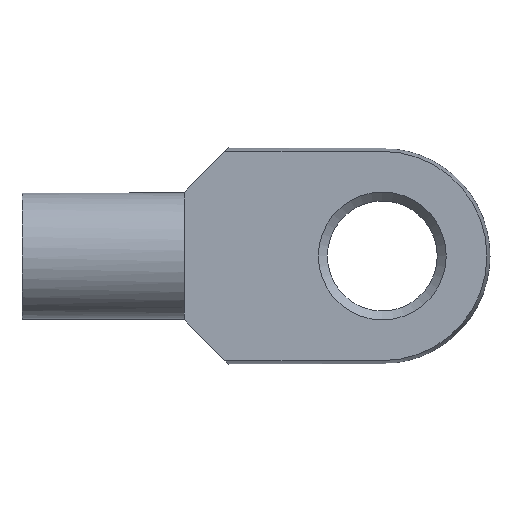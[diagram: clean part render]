
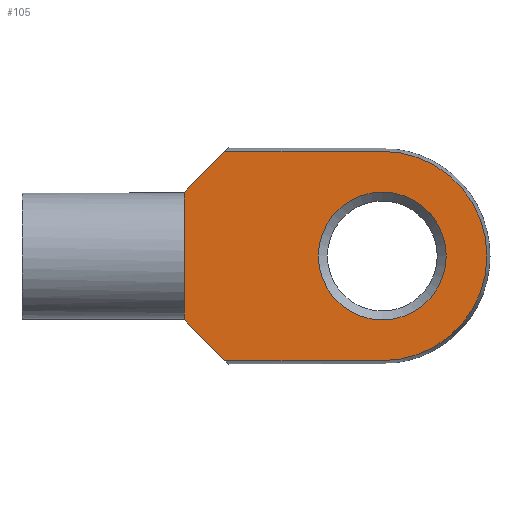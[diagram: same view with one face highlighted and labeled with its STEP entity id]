
A CAD part, front view. The second image highlights one B-rep face of the part: STEP entity #105.
In plain terms, the highlighted planar face has unit normal (0, -1, 0).
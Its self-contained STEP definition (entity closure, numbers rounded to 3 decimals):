
#63=FACE_BOUND('',#158,.T.);
#64=FACE_BOUND('',#159,.T.);
#85=CIRCLE('',#423,3.55);
#86=CIRCLE('',#425,5.809);
#105=ADVANCED_FACE('',(#63,#64),#125,.T.);
#125=PLANE('',#426);
#158=EDGE_LOOP('',(#211,#212,#213,#214,#215,#216,#217,#218));
#159=EDGE_LOOP('',(#219));
#211=ORIENTED_EDGE('',*,*,#320,.T.);
#212=ORIENTED_EDGE('',*,*,#340,.F.);
#213=ORIENTED_EDGE('',*,*,#341,.F.);
#214=ORIENTED_EDGE('',*,*,#329,.F.);
#215=ORIENTED_EDGE('',*,*,#325,.T.);
#216=ORIENTED_EDGE('',*,*,#342,.F.);
#217=ORIENTED_EDGE('',*,*,#343,.T.);
#218=ORIENTED_EDGE('',*,*,#326,.F.);
#219=ORIENTED_EDGE('',*,*,#339,.F.);
#284=VERTEX_POINT('',#557);
#285=VERTEX_POINT('',#559);
#287=VERTEX_POINT('',#564);
#289=VERTEX_POINT('',#568);
#290=VERTEX_POINT('',#572);
#292=VERTEX_POINT('',#578);
#299=VERTEX_POINT('',#599);
#300=VERTEX_POINT('',#602);
#301=VERTEX_POINT('',#605);
#320=EDGE_CURVE('',#285,#284,#370,.T.);
#325=EDGE_CURVE('',#287,#289,#374,.T.);
#326=EDGE_CURVE('',#285,#290,#375,.T.);
#329=EDGE_CURVE('',#287,#292,#377,.T.);
#339=EDGE_CURVE('',#299,#299,#85,.T.);
#340=EDGE_CURVE('',#300,#284,#382,.T.);
#341=EDGE_CURVE('',#292,#300,#86,.T.);
#342=EDGE_CURVE('',#301,#289,#383,.T.);
#343=EDGE_CURVE('',#301,#290,#384,.T.);
#370=LINE('',#558,#389);
#374=LINE('',#569,#393);
#375=LINE('',#571,#394);
#377=LINE('',#577,#396);
#382=LINE('',#601,#401);
#383=LINE('',#604,#402);
#384=LINE('',#606,#403);
#389=VECTOR('',#454,1.);
#393=VECTOR('',#462,1.);
#394=VECTOR('',#465,1.);
#396=VECTOR('',#471,1.);
#401=VECTOR('',#498,1.);
#402=VECTOR('',#501,1.);
#403=VECTOR('',#502,1.);
#423=AXIS2_PLACEMENT_3D('',#598,#494,#495);
#425=AXIS2_PLACEMENT_3D('',#603,#499,#500);
#426=AXIS2_PLACEMENT_3D('',#607,#503,#504);
#454=DIRECTION('',(0.707,0.,-0.707));
#462=DIRECTION('',(-0.707,0.,-0.707));
#465=DIRECTION('',(0.,0.,1.));
#471=DIRECTION('',(1.,0.,0.));
#494=DIRECTION('',(0.,-1.,0.));
#495=DIRECTION('',(1.,0.,0.));
#498=DIRECTION('',(-1.,0.,0.));
#499=DIRECTION('',(0.,1.,0.));
#500=DIRECTION('',(0.,0.,1.));
#501=DIRECTION('',(0.,0.,1.));
#502=DIRECTION('',(0.,0.,-1.));
#503=DIRECTION('',(0.,-1.,0.));
#504=DIRECTION('',(1.,0.,0.));
#557=CARTESIAN_POINT('',(11.259,-1.5,-5.809));
#558=CARTESIAN_POINT('',(12.279,-1.5,-6.829));
#559=CARTESIAN_POINT('',(9.,-1.5,-3.55));
#564=CARTESIAN_POINT('',(11.259,-1.5,5.809));
#568=CARTESIAN_POINT('',(9.,-1.5,3.55));
#569=CARTESIAN_POINT('',(10.424,-1.5,4.974));
#571=CARTESIAN_POINT('',(9.,-1.5,-2.484));
#572=CARTESIAN_POINT('',(9.,-1.5,-3.162));
#577=CARTESIAN_POINT('',(14.5,-1.5,5.809));
#578=CARTESIAN_POINT('',(20.,-1.5,5.809));
#598=CARTESIAN_POINT('',(20.,-1.5,0.));
#599=CARTESIAN_POINT('',(16.45,-1.5,0.));
#601=CARTESIAN_POINT('',(14.5,-1.5,-5.809));
#602=CARTESIAN_POINT('',(20.,-1.5,-5.809));
#603=CARTESIAN_POINT('',(20.,-1.5,0.));
#604=CARTESIAN_POINT('',(9.,-1.5,-2.484));
#605=CARTESIAN_POINT('',(9.,-1.5,3.162));
#606=CARTESIAN_POINT('',(9.,-1.5,6.209));
#607=CARTESIAN_POINT('',(18.462,-1.5,-0.218));
